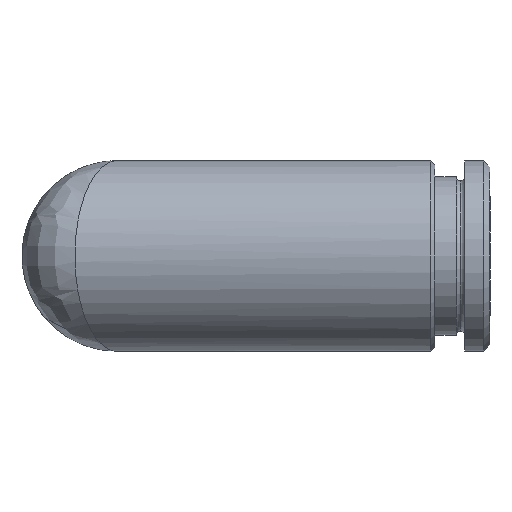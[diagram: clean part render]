
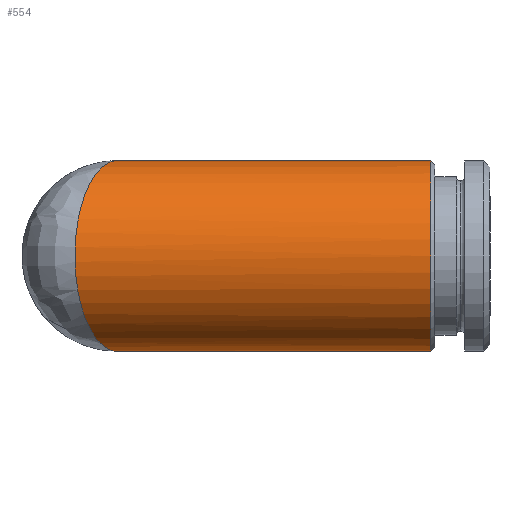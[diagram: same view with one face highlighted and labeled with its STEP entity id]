
A CAD part, left-side view. The second image highlights one B-rep face of the part: STEP entity #554.
In plain terms, the highlighted cylindrical face has radius 4.5 mm (diameter 9 mm), a partial arc.
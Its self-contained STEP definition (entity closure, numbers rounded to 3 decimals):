
#6 = VERTEX_POINT ( 'NONE', #552 ) ;
#78 = VERTEX_POINT ( 'NONE', #698 ) ;
#84 = VERTEX_POINT ( 'NONE', #750 ) ;
#85 = EDGE_CURVE ( 'NONE', #417, #6, #726, .T. ) ;
#254 = ORIENTED_EDGE ( 'NONE', *, *, #255, .T. ) ;
#255 = EDGE_CURVE ( 'NONE', #78, #6, #1675, .T. ) ;
#256 = EDGE_CURVE ( 'NONE', #417, #84, #1684, .T. ) ;
#257 = ORIENTED_EDGE ( 'NONE', *, *, #256, .T. ) ;
#260 = ORIENTED_EDGE ( 'NONE', *, *, #403, .T. ) ;
#403 = EDGE_CURVE ( 'NONE', #84, #78, #1954, .T. ) ;
#417 = VERTEX_POINT ( 'NONE', #1967 ) ;
#548 = EDGE_LOOP ( 'NONE', ( #549, #257, #260, #254 ) ) ;
#549 = ORIENTED_EDGE ( 'NONE', *, *, #85, .F. ) ;
#552 = CARTESIAN_POINT ( 'NONE',  ( 0., -14.8, 4.5 ) ) ;
#554 = ADVANCED_FACE ( 'NONE', ( #2184 ), #2181, .T. ) ;
#698 = CARTESIAN_POINT ( 'NONE',  ( 0., -14.8, -4.5 ) ) ;
#723 = DIRECTION ( 'NONE',  ( 0., -1., 0. ) ) ;
#724 = VECTOR ( 'NONE', #723, 1000. ) ;
#725 = CARTESIAN_POINT ( 'NONE',  ( 0., 12.728, 4.5 ) ) ;
#726 = LINE ( 'NONE', #725, #724 ) ;
#750 = CARTESIAN_POINT ( 'NONE',  ( 0., 0., -4.5 ) ) ;
#1673 = DIRECTION ( 'NONE',  ( 0., 0., 1. ) ) ;
#1674 = CARTESIAN_POINT ( 'NONE',  ( 0., 0., 4.5 ) ) ;
#1675 = CIRCLE ( 'NONE', #1692, 4.5 ) ;
#1676 = DIRECTION ( 'NONE',  ( 0., 1., 0. ) ) ;
#1682 = CARTESIAN_POINT ( 'NONE',  ( 0., -14.8, 0. ) ) ;
#1684 =( BOUNDED_CURVE ( )  B_SPLINE_CURVE ( 3, ( #1674, #1702, #1701, #1700 ),
 .UNSPECIFIED., .F., .T. ) 
 B_SPLINE_CURVE_WITH_KNOTS ( ( 4, 4 ),
 ( 1.571, 4.712 ),
 .UNSPECIFIED. ) 
 CURVE ( )  GEOMETRIC_REPRESENTATION_ITEM ( )  RATIONAL_B_SPLINE_CURVE ( ( 1., 0.333, 0.333, 1. ) ) 
 REPRESENTATION_ITEM ( '' )  );
#1692 = AXIS2_PLACEMENT_3D ( 'NONE', #1682, #1676, #1673 ) ;
#1700 = CARTESIAN_POINT ( 'NONE',  ( 0., 0., -4.5 ) ) ;
#1701 = CARTESIAN_POINT ( 'NONE',  ( -9., 4., -4.5 ) ) ;
#1702 = CARTESIAN_POINT ( 'NONE',  ( -9., 4., 4.5 ) ) ;
#1954 = LINE ( 'NONE', #1983, #1974 ) ;
#1967 = CARTESIAN_POINT ( 'NONE',  ( 0., 0., 4.5 ) ) ;
#1974 = VECTOR ( 'NONE', #1976, 1000. ) ;
#1976 = DIRECTION ( 'NONE',  ( 0., -1., 0. ) ) ;
#1983 = CARTESIAN_POINT ( 'NONE',  ( 0., 12.728, -4.5 ) ) ;
#2176 = DIRECTION ( 'NONE',  ( 0., 0., -1. ) ) ;
#2179 = AXIS2_PLACEMENT_3D ( 'NONE', #2180, #2188, #2176 ) ;
#2180 = CARTESIAN_POINT ( 'NONE',  ( 0., 12.728, 0. ) ) ;
#2181 = CYLINDRICAL_SURFACE ( 'NONE', #2179, 4.5 ) ;
#2184 = FACE_OUTER_BOUND ( 'NONE', #548, .T. ) ;
#2188 = DIRECTION ( 'NONE',  ( 0., -1., 0. ) ) ;
